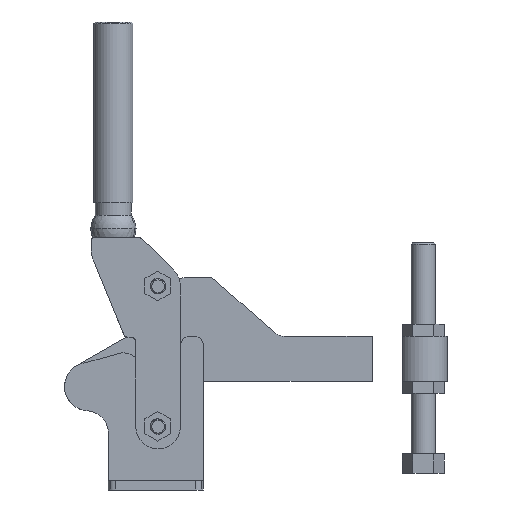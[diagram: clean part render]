
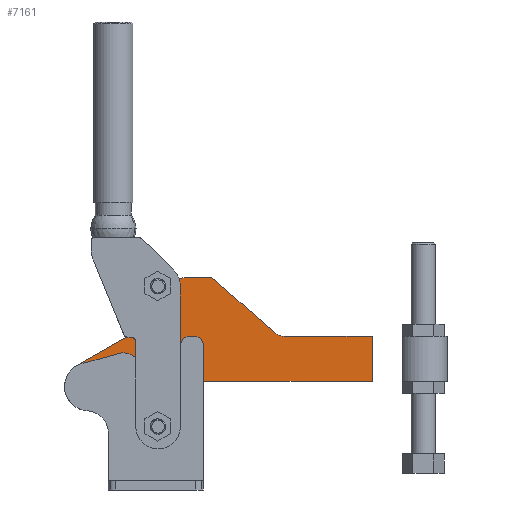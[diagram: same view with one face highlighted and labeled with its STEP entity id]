
A CAD part, front view. The second image highlights one B-rep face of the part: STEP entity #7161.
In plain terms, the highlighted planar face has unit normal (0, -1, 0).
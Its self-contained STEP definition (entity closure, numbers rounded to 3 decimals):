
#6770=CARTESIAN_POINT('',(-90.074,-8.,96.889));
#6771=VERTEX_POINT('',#6770);
#6787=CARTESIAN_POINT('',(-68.777,-8.,90.223));
#6788=VERTEX_POINT('',#6787);
#6795=CARTESIAN_POINT('',(-76.,-8.,104.5));
#6796=DIRECTION('',(0.,1.,0.));
#6797=DIRECTION('',(-0.88,0.,-0.476));
#6798=AXIS2_PLACEMENT_3D('',#6795,#6796,#6797);
#6799=CIRCLE('',#6798,16.);
#6800=EDGE_CURVE('',#6788,#6771,#6799,.T.);
#6812=CARTESIAN_POINT('',(-15.536,-8.,175.536));
#6813=VERTEX_POINT('',#6812);
#6829=CARTESIAN_POINT('',(-17.,-8.,172.0));
#6830=VERTEX_POINT('',#6829);
#6837=CARTESIAN_POINT('',(-12.,-8.,172.0));
#6838=DIRECTION('',(0.,1.0,0.));
#6839=DIRECTION('',(-0.707,0.,0.707));
#6840=AXIS2_PLACEMENT_3D('',#6837,#6838,#6839);
#6841=CIRCLE('',#6840,5.0);
#6842=EDGE_CURVE('',#6830,#6813,#6841,.T.);
#6852=CARTESIAN_POINT('',(-71.,-8.,104.5));
#6853=VERTEX_POINT('',#6852);
#6862=CARTESIAN_POINT('',(-81.,-8.,104.5));
#6863=VERTEX_POINT('',#6862);
#6864=CARTESIAN_POINT('',(-76.,-8.,104.5));
#6865=DIRECTION('',(0.0,1.0,0.0));
#6866=DIRECTION('',(1.0,0.0,0.0));
#6867=AXIS2_PLACEMENT_3D('',#6864,#6865,#6866);
#6868=CIRCLE('',#6867,5.0);
#6869=EDGE_CURVE('',#6863,#6853,#6868,.T.);
#6894=CARTESIAN_POINT('',(-25.,-8.,129.0));
#6895=VERTEX_POINT('',#6894);
#6904=CARTESIAN_POINT('',(-35.,-8.,129.0));
#6905=VERTEX_POINT('',#6904);
#6906=CARTESIAN_POINT('',(-30.,-8.,129.0));
#6907=DIRECTION('',(0.0,1.0,0.0));
#6908=DIRECTION('',(1.0,0.0,0.0));
#6909=AXIS2_PLACEMENT_3D('',#6906,#6907,#6908);
#6910=CIRCLE('',#6909,5.0);
#6911=EDGE_CURVE('',#6905,#6895,#6910,.T.);
#6936=CARTESIAN_POINT('',(50.23,-8.,138.641));
#6937=VERTEX_POINT('',#6936);
#6946=CARTESIAN_POINT('',(53.753,-8.,138.0));
#6947=VERTEX_POINT('',#6946);
#6948=CARTESIAN_POINT('',(53.753,-8.,148.0));
#6949=DIRECTION('',(0.,1.0,0.));
#6950=DIRECTION('',(-0.352,0.,-0.936));
#6951=AXIS2_PLACEMENT_3D('',#6948,#6949,#6950);
#6952=CIRCLE('',#6951,10.0);
#6953=EDGE_CURVE('',#6947,#6937,#6952,.T.);
#6988=CARTESIAN_POINT('',(47.159,-8.,140.482));
#6989=VERTEX_POINT('',#6988);
#6996=CARTESIAN_POINT('',(53.753,-8.,148.0));
#6997=DIRECTION('',(0.,1.0,0.));
#6998=DIRECTION('',(-0.352,0.,-0.936));
#6999=AXIS2_PLACEMENT_3D('',#6996,#6997,#6998);
#7000=CIRCLE('',#6999,10.0);
#7001=EDGE_CURVE('',#6937,#6989,#7000,.T.);
#7012=CARTESIAN_POINT('',(112.,-8.,138.));
#7013=VERTEX_POINT('',#7012);
#7014=CARTESIAN_POINT('',(112.,-8.,138.));
#7015=DIRECTION('',(-1.0,0.0,0.0));
#7016=VECTOR('',#7015,58.247);
#7017=LINE('',#7014,#7016);
#7018=EDGE_CURVE('',#7013,#6947,#7017,.T.);
#7043=CARTESIAN_POINT('',(112.,-8.,108.));
#7044=VERTEX_POINT('',#7043);
#7045=CARTESIAN_POINT('',(112.,-8.,138.));
#7046=DIRECTION('',(0.0,0.0,-1.0));
#7047=VECTOR('',#7046,30.);
#7048=LINE('',#7045,#7047);
#7049=EDGE_CURVE('',#7013,#7044,#7048,.T.);
#7068=CARTESIAN_POINT('',(-17.,-8.,157.0));
#7069=DIRECTION('',(0.0,1.0,0.0));
#7070=DIRECTION('',(-1.0,0.0,0.0));
#7071=AXIS2_PLACEMENT_3D('',#7068,#7069,#7070);
#7072=PLANE('',#7071);
#7073=ORIENTED_EDGE('',*,*,#7049,.F.);
#7074=ORIENTED_EDGE('',*,*,#7018,.T.);
#7075=ORIENTED_EDGE('',*,*,#6953,.T.);
#7076=ORIENTED_EDGE('',*,*,#7001,.T.);
#7077=CARTESIAN_POINT('',(5.521,-8.,177.0));
#7078=VERTEX_POINT('',#7077);
#7079=CARTESIAN_POINT('',(47.159,-8.,140.482));
#7080=DIRECTION('',(-0.752,0.,0.659));
#7081=VECTOR('',#7080,55.383);
#7082=LINE('',#7079,#7081);
#7083=EDGE_CURVE('',#6989,#7078,#7082,.T.);
#7084=ORIENTED_EDGE('',*,*,#7083,.T.);
#7085=CARTESIAN_POINT('',(-12.,-8.,177.0));
#7086=VERTEX_POINT('',#7085);
#7087=CARTESIAN_POINT('',(-12.,-8.,177.0));
#7088=DIRECTION('',(1.0,0.0,0.0));
#7089=VECTOR('',#7088,17.521);
#7090=LINE('',#7087,#7089);
#7091=EDGE_CURVE('',#7086,#7078,#7090,.T.);
#7092=ORIENTED_EDGE('',*,*,#7091,.F.);
#7093=CARTESIAN_POINT('',(-12.,-8.,172.0));
#7094=DIRECTION('',(0.,1.0,0.));
#7095=DIRECTION('',(-0.707,0.,0.707));
#7096=AXIS2_PLACEMENT_3D('',#7093,#7094,#7095);
#7097=CIRCLE('',#7096,5.0);
#7098=EDGE_CURVE('',#6813,#7086,#7097,.T.);
#7099=ORIENTED_EDGE('',*,*,#7098,.F.);
#7100=ORIENTED_EDGE('',*,*,#6842,.F.);
#7101=CARTESIAN_POINT('',(-17.,-8.,157.0));
#7102=VERTEX_POINT('',#7101);
#7103=CARTESIAN_POINT('',(-17.,-8.,157.0));
#7104=DIRECTION('',(0.0,0.0,1.0));
#7105=VECTOR('',#7104,15.0);
#7106=LINE('',#7103,#7105);
#7107=EDGE_CURVE('',#7102,#6830,#7106,.T.);
#7108=ORIENTED_EDGE('',*,*,#7107,.F.);
#7109=CARTESIAN_POINT('',(-83.994,-8.,118.36));
#7110=VERTEX_POINT('',#7109);
#7111=CARTESIAN_POINT('',(-83.994,-8.,118.36));
#7112=DIRECTION('',(0.866,0.,0.5));
#7113=VECTOR('',#7112,77.339);
#7114=LINE('',#7111,#7113);
#7115=EDGE_CURVE('',#7110,#7102,#7114,.T.);
#7116=ORIENTED_EDGE('',*,*,#7115,.F.);
#7117=CARTESIAN_POINT('',(-76.,-8.,104.5));
#7118=DIRECTION('',(0.,1.,0.));
#7119=DIRECTION('',(-0.88,0.,-0.476));
#7120=AXIS2_PLACEMENT_3D('',#7117,#7118,#7119);
#7121=CIRCLE('',#7120,16.);
#7122=EDGE_CURVE('',#6771,#7110,#7121,.T.);
#7123=ORIENTED_EDGE('',*,*,#7122,.F.);
#7124=ORIENTED_EDGE('',*,*,#6800,.F.);
#7125=CARTESIAN_POINT('',(-33.638,-8.,108.0));
#7126=VERTEX_POINT('',#7125);
#7127=CARTESIAN_POINT('',(-33.638,-8.,108.0));
#7128=DIRECTION('',(-0.892,0.,-0.451));
#7129=VECTOR('',#7128,39.38);
#7130=LINE('',#7127,#7129);
#7131=EDGE_CURVE('',#7126,#6788,#7130,.T.);
#7132=ORIENTED_EDGE('',*,*,#7131,.F.);
#7133=CARTESIAN_POINT('',(-33.638,-8.,108.0));
#7134=DIRECTION('',(1.0,0.0,0.0));
#7135=VECTOR('',#7134,145.638);
#7136=LINE('',#7133,#7135);
#7137=EDGE_CURVE('',#7126,#7044,#7136,.T.);
#7138=ORIENTED_EDGE('',*,*,#7137,.T.);
#7139=EDGE_LOOP('',(#7073,#7074,#7075,#7076,#7084,#7092,#7099,#7100,#7108,#7116,#7123,#7124,#7132,#7138));
#7140=FACE_OUTER_BOUND('',#7139,.T.);
#7141=CARTESIAN_POINT('',(-30.,-8.,129.0));
#7142=DIRECTION('',(0.0,1.0,0.0));
#7143=DIRECTION('',(1.0,0.0,0.0));
#7144=AXIS2_PLACEMENT_3D('',#7141,#7142,#7143);
#7145=CIRCLE('',#7144,5.0);
#7146=EDGE_CURVE('',#6895,#6905,#7145,.T.);
#7147=ORIENTED_EDGE('',*,*,#7146,.T.);
#7148=ORIENTED_EDGE('',*,*,#6911,.T.);
#7149=EDGE_LOOP('',(#7147,#7148));
#7150=FACE_BOUND('',#7149,.T.);
#7151=CARTESIAN_POINT('',(-76.,-8.,104.5));
#7152=DIRECTION('',(0.0,1.0,0.0));
#7153=DIRECTION('',(1.0,0.0,0.0));
#7154=AXIS2_PLACEMENT_3D('',#7151,#7152,#7153);
#7155=CIRCLE('',#7154,5.0);
#7156=EDGE_CURVE('',#6853,#6863,#7155,.T.);
#7157=ORIENTED_EDGE('',*,*,#7156,.T.);
#7158=ORIENTED_EDGE('',*,*,#6869,.T.);
#7159=EDGE_LOOP('',(#7157,#7158));
#7160=FACE_BOUND('',#7159,.T.);
#7161=ADVANCED_FACE('',(#7140,#7150,#7160),#7072,.F.);
